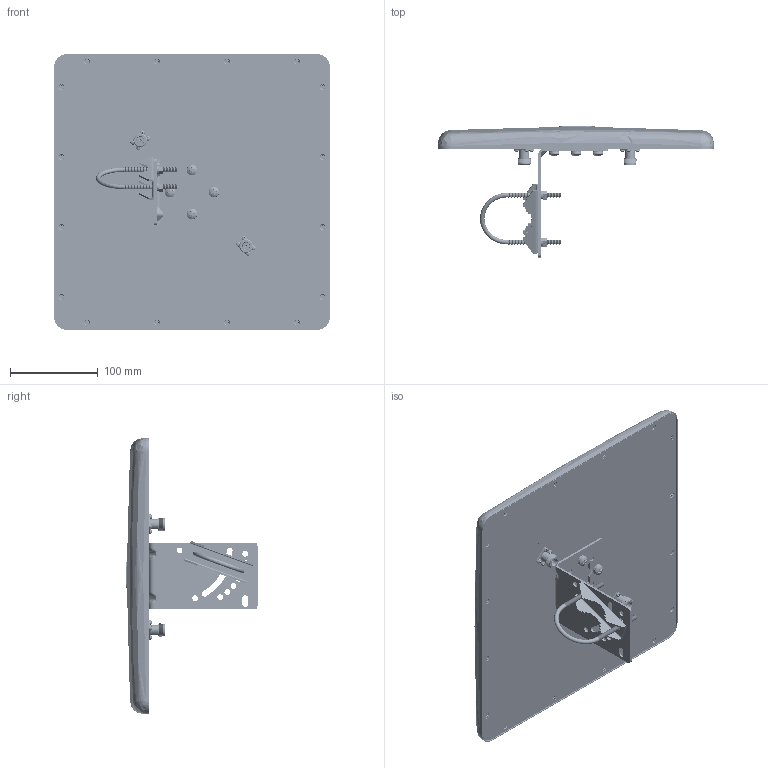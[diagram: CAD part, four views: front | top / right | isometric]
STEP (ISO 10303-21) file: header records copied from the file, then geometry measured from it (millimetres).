
FILE_DESCRIPTION (( 'STEP AP214' ), '1' );
FILE_NAME ('HG2458-15XP.STEP', '2014-04-07T19:35:01', ( 'L-Com' ), ( 'L-Com Global Connectivity' ), 'SwSTEP 2.0', 'SolidWorks 2014', '' );
FILE_SCHEMA (( 'AUTOMOTIVE_DESIGN' ));
Length unit declared in the file: inch
Products named in the file (11): HG2458-15XP_Mount Hardware; HG2459-15XP_Ubolt; HG2458-15XP_Swivel-L-Bracket; HG2458-15XP_Backplate; HG2458-15XP_Radome; HG2458-15XP; XFS-0021; XFW-0007; XFS-0054; M2.9x9.5_FHPH sheetmetalScrew; HG2458-15XP_Connector
Assembly tree (39 placements, depth 3):
  HG2458-15XP
    HG2458-15XP_Radome
    HG2458-15XP_Backplate
    HG2458-15XP_Mount Hardware
      HG2458-15XP_Swivel-L-Bracket
      HG2459-15XP_Ubolt
    HG2458-15XP_Connector  x2
    M2.9x9.5_FHPH sheetmetalScrew  x16
    XFS-0054  x4
    XFW-0007  x4
    XFS-0021  x8
Bounding box: 315 x 149.59 x 315 mm (x, y, z)
Volume: 604878.3 mm3; surface area: 521157.5 mm2
Topology: 39 solids, 39 shells, 3641 faces, 8919 edges, 5422 vertices
Faces by surface type: cone 1612, plane 892, cylinder 691, bspline 348, torus 74, sphere 24
Entity records: 75485 total; most frequent: CARTESIAN_POINT 21753, ORIENTED_EDGE 8414, DIRECTION 8157, EDGE_CURVE 4207, AXIS2_PLACEMENT_3D 3066, VERTEX_POINT 2536, LINE 2025, VECTOR 2025
